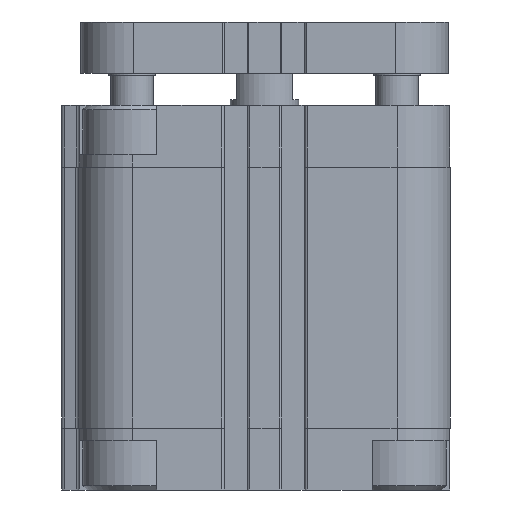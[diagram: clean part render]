
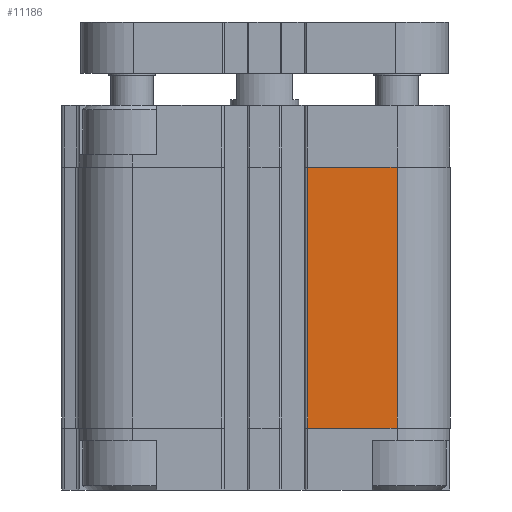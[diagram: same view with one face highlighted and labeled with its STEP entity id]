
A CAD part, left-side view. The second image highlights one B-rep face of the part: STEP entity #11186.
In plain terms, the highlighted face is planar.
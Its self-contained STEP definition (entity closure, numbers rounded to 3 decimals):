
#2029=ORIENTED_EDGE('',*,*,#4959,.F.);
#2030=ORIENTED_EDGE('',*,*,#4985,.F.);
#2031=ORIENTED_EDGE('',*,*,#4663,.T.);
#2032=ORIENTED_EDGE('',*,*,#4986,.T.);
#4663=EDGE_CURVE('',#6299,#6298,#7259,.T.);
#4959=EDGE_CURVE('',#6472,#6473,#7477,.T.);
#4985=EDGE_CURVE('',#6299,#6472,#7496,.T.);
#4986=EDGE_CURVE('',#6298,#6473,#7497,.T.);
#6298=VERTEX_POINT('',#17278);
#6299=VERTEX_POINT('',#17280);
#6472=VERTEX_POINT('',#17860);
#6473=VERTEX_POINT('',#17862);
#7259=LINE('',#17279,#8259);
#7477=LINE('',#17861,#8477);
#7496=LINE('',#17915,#8496);
#7497=LINE('',#17917,#8497);
#8259=VECTOR('',#13331,1000.);
#8477=VECTOR('',#13929,1000.);
#8496=VECTOR('',#14000,1000.);
#8497=VECTOR('',#14003,1000.);
#9193=EDGE_LOOP('',(#2029,#2030,#2031,#2032));
#9999=FACE_BOUND('',#9193,.T.);
#10724=PLANE('',#12043);
#11186=ADVANCED_FACE('',(#9999),#10724,.T.);
#12043=AXIS2_PLACEMENT_3D('',#17916,#14001,#14002);
#13331=DIRECTION('',(0.,1.,0.));
#13929=DIRECTION('',(0.,1.,0.));
#14000=DIRECTION('',(0.,0.,1.));
#14001=DIRECTION('',(1.,0.,0.));
#14002=DIRECTION('',(0.,0.,-1.));
#14003=DIRECTION('',(0.,0.,1.));
#17278=CARTESIAN_POINT('',(43.5,31.,-75.5));
#17279=CARTESIAN_POINT('',(43.5,10.05,-75.5));
#17280=CARTESIAN_POINT('',(43.5,10.05,-75.5));
#17860=CARTESIAN_POINT('',(43.5,10.05,-14.5));
#17861=CARTESIAN_POINT('',(43.5,10.05,-14.5));
#17862=CARTESIAN_POINT('',(43.5,31.,-14.5));
#17915=CARTESIAN_POINT('',(43.5,10.05,-75.5));
#17916=CARTESIAN_POINT('',(43.5,10.05,-75.5));
#17917=CARTESIAN_POINT('',(43.5,31.,-75.5));
